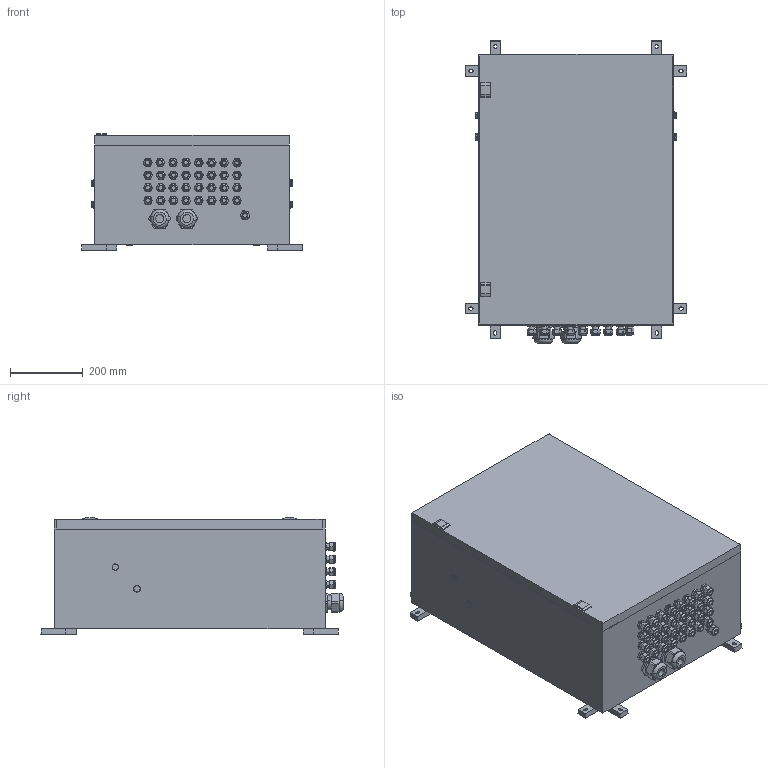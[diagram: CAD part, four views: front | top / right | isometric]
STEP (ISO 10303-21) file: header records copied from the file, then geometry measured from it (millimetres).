
FILE_DESCRIPTION(('CATIA V5 STEP Exchange','CAx-IF Rec.Pracs.--- Model Styling and Organization---1.4--- 2014-01-23'),'2;1');
FILE_NAME ('D1579851_1_8000078118_S3D_PV_216S0F3CXXV0O0TXPX15PWW.stp','2023-06-30T07:42:59+00:00',('none'),('Weidmueller'),'CATIA Version 5-6 Release 2016 SP3 HF44','CATIA V5 STEP AP214','none');
FILE_SCHEMA(('AUTOMOTIVE_DESIGN { 1 0 10303 214 1 1 1 1 }'));
Products named in the file (1): S3D_PV_216S0F3CXXV0O0TXPX15PWW
Bounding box: 610.12 x 833.01 x 321.96 mm (x, y, z)
Volume: 121625536.6 mm3; surface area: 1815277 mm2
Topology: 44 solids, 44 shells, 1907 faces, 5144 edges, 3413 vertices
Faces by surface type: plane 990, cylinder 559, extrusion 208, torus 90, cone 52, bspline 8
Entity records: 66260 total; most frequent: CARTESIAN_POINT 21095, ORIENTED_EDGE 10288, DIRECTION 6307, EDGE_CURVE 5144, VERTEX_POINT 3413, VECTOR 2762, LINE 2554, AXIS2_PLACEMENT_3D 2343
